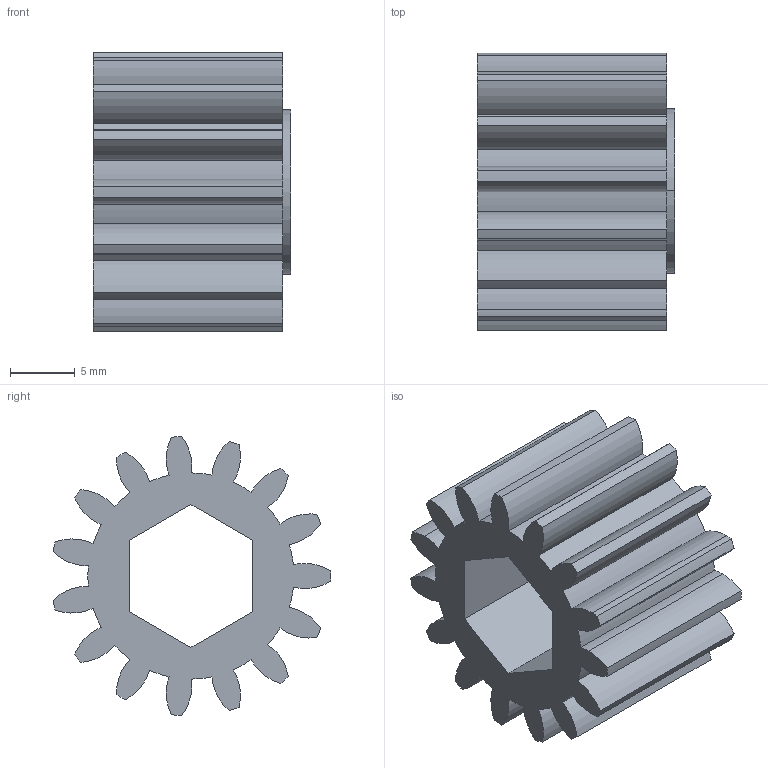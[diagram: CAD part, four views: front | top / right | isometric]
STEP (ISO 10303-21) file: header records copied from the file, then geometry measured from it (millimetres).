
FILE_DESCRIPTION (( 'STEP AP214' ), '1' );
FILE_NAME ('00007.step', '2011-12-27T05:41:54', ( 'RC' ), ( '' ), 'SwSTEP 2.0', 'SolidWorks 2011', '' );
FILE_SCHEMA (( 'AUTOMOTIVE_DESIGN' ));
Length unit declared in the file: inch
Products named in the file (1): 00007
Bounding box: 15.24 x 21.43 x 21.54 mm (x, y, z)
Volume: 2818.9 mm3; surface area: 2747.4 mm2
Topology: 1 solids, 1 shells, 75 faces, 216 edges, 144 vertices
Faces by surface type: cylinder 66, plane 9
Entity records: 2586 total; most frequent: DIRECTION 500, CARTESIAN_POINT 436, ORIENTED_EDGE 432, EDGE_CURVE 216, AXIS2_PLACEMENT_3D 208, VERTEX_POINT 144, CIRCLE 132, VECTOR 84
